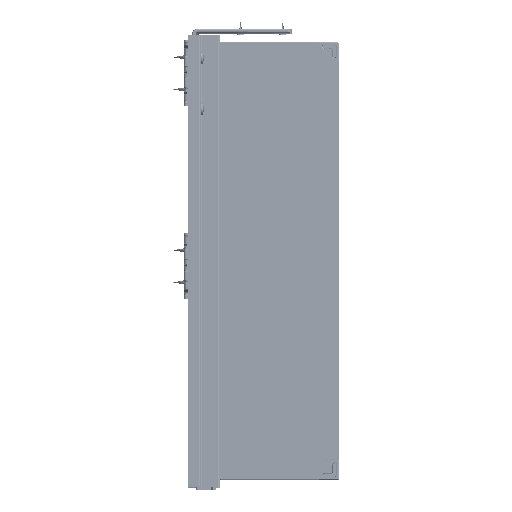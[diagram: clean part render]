
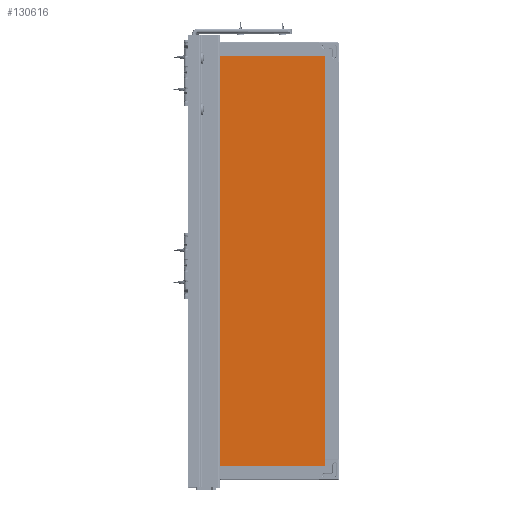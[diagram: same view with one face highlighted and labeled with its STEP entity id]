
A CAD part, top view. The second image highlights one B-rep face of the part: STEP entity #130616.
In plain terms, the highlighted face is planar.
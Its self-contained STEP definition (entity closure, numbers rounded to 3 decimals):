
#130489=DIRECTION('',(0.,0.,1.));
#130490=VECTOR('',#130489,119.);
#130491=CARTESIAN_POINT('',(-208.5,5.4,-59.5));
#130492=LINE('',#130491,#130490);
#130496=DIRECTION('',(-1.,0.,0.));
#130497=VECTOR('',#130496,417.);
#130498=CARTESIAN_POINT('',(208.5,5.4,-59.5));
#130499=LINE('',#130498,#130497);
#130503=DIRECTION('',(0.,0.,-1.));
#130504=VECTOR('',#130503,119.);
#130505=CARTESIAN_POINT('',(208.5,5.4,59.5));
#130506=LINE('',#130505,#130504);
#130510=DIRECTION('',(1.,0.,0.));
#130511=VECTOR('',#130510,417.);
#130512=CARTESIAN_POINT('',(-208.5,5.4,59.5));
#130513=LINE('',#130512,#130511);
#130525=CARTESIAN_POINT('',(-208.5,5.4,-59.5));
#130526=CARTESIAN_POINT('',(-208.5,5.4,59.5));
#130527=VERTEX_POINT('',#130525);
#130528=VERTEX_POINT('',#130526);
#130529=CARTESIAN_POINT('',(208.5,5.4,59.5));
#130530=VERTEX_POINT('',#130529);
#130531=CARTESIAN_POINT('',(208.5,5.4,-59.5));
#130532=VERTEX_POINT('',#130531);
#130605=CARTESIAN_POINT('',(0.,5.4,0.));
#130606=DIRECTION('',(0.,1.,0.));
#130607=DIRECTION('',(1.,0.,0.));
#130608=AXIS2_PLACEMENT_3D('',#130605,#130606,#130607);
#130609=PLANE('',#130608);
#130610=ORIENTED_EDGE('',*,*,#130557,.F.);
#130611=ORIENTED_EDGE('',*,*,#130572,.F.);
#130612=ORIENTED_EDGE('',*,*,#130586,.F.);
#130613=ORIENTED_EDGE('',*,*,#130599,.F.);
#130614=EDGE_LOOP('',(#130610,#130611,#130612,#130613));
#130615=FACE_OUTER_BOUND('',#130614,.F.);
#130557=EDGE_CURVE('',#130527,#130528,#130492,.T.);
#130572=EDGE_CURVE('',#130532,#130527,#130499,.T.);
#130586=EDGE_CURVE('',#130530,#130532,#130506,.T.);
#130599=EDGE_CURVE('',#130528,#130530,#130513,.T.);
#130616=ADVANCED_FACE('',(#130615),#130609,.T.);
